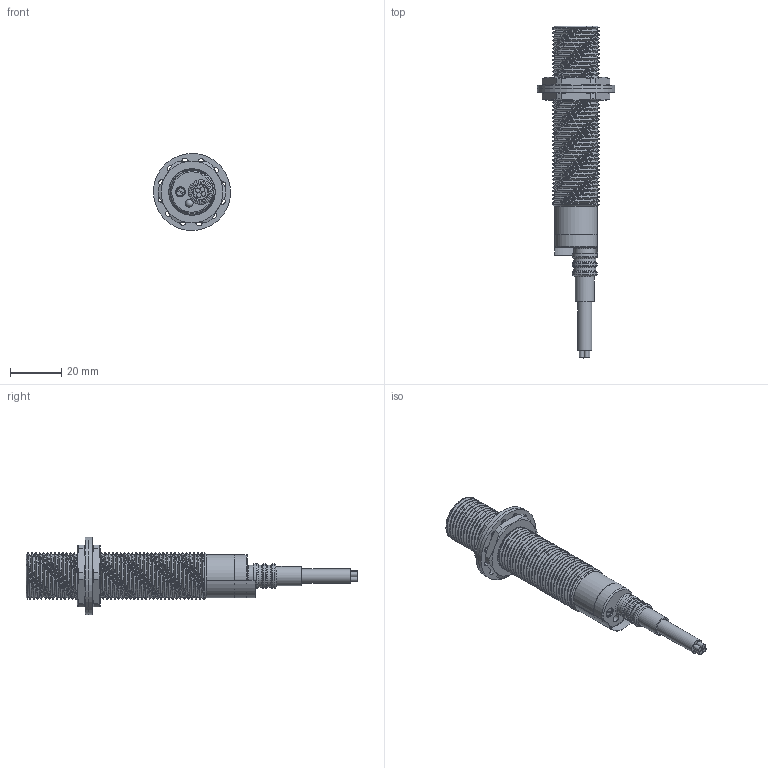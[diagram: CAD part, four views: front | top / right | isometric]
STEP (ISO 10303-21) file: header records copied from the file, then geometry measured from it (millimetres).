
FILE_DESCRIPTION(/* description */ ('Unknown'),/* implementation_level */ '2;1');
FILE_NAME(/* name */ '_DOG-M18-76V',/* time_stamp */ '2021-08-17T09:27:28+05:00',/* author */ ('Unknown'),/* organization */ ('Unknown'),/* preprocessor_version */ 'ST-DEVELOPER v16.7',/* originating_system */ 'Solid Edge',/* authorisation */ 'Unknown');
FILE_SCHEMA (('AUTOMOTIVE_DESIGN {1 0 10303 214 3 1 1}'));
Length unit declared in the file: millimetre
Products named in the file (18): 12.081.000 (ÄÎÃ ñ ëèíçîé); 栖闉罻 (G12183-003K); 鎗鵻罻 (F=13,4) (G12183-003K); 婜襜儰鍱 G12183-003K; Ïëàòà; ﾋ竟鈞 CaF2; À0.189 Êîðïóñ; Ê1.004 Ãàéêà Ì18õ1; Washer_DIN_6797_J_19_v16.00; Êîëüöî 1,50õ1,0 (001,5-003,5-1,0); Êîëüöî 13,0õ1,0 (013-015-10); Á0.102 Êðûøêà; Òðóáêà òåðìîóñ ÒÑÒ  GW1 (o6,5); 项漶蝠铄黜 疱玷耱铕 3266W; Ý6.007   (Þ01Ý611Õ)  Êàáåëü ; ﾑ粢蒻鮏 L-934; Ê0.009 Óäëèíèòåëü ðåãóëèðîâî÷íîãî ðåçèñòîðà; 椯鴀殣罻
Assembly tree (21 placements, depth 3):
  12.081.000 (ÄÎÃ ñ ëèíçîé)
    栖闉罻 (G12183-003K)
      鎗鵻罻 (F=13,4) (G12183-003K)
      婜襜儰鍱 G12183-003K
      Ïëàòà
      ﾋ竟鈞 CaF2
    À0.189 Êîðïóñ
    Ê1.004 Ãàéêà Ì18õ1  x2
    Washer_DIN_6797_J_19_v16.00  x2
    Êîëüöî 1,50õ1,0 (001,5-003,5-1,0)
    Êîëüöî 13,0õ1,0 (013-015-10)  x3
    Á0.102 Êðûøêà
    Òðóáêà òåðìîóñ ÒÑÒ  GW1 (o6,5)
    项漶蝠铄黜 疱玷耱铕 3266W
    Ý6.007   (Þ01Ý611Õ)  Êàáåëü 
    ﾑ粢蒻鮏 L-934
    Ê0.009 Óäëèíèòåëü ðåãóëèðîâî÷íîãî ðåçèñòîðà
    椯鴀殣罻
Bounding box: 29.97 x 129 x 29.97 mm (x, y, z)
Volume: 12078.7 mm3; surface area: 23422.4 mm2
Topology: 20 solids, 20 shells, 572 faces, 1345 edges, 876 vertices
Faces by surface type: plane 300, cylinder 188, cone 41, torus 38, bspline 3, sphere 2
Full cylindrical faces by diameter (mm): 0.45 x3, 0.46 x3, 0.8 x4, 1 x3, 1.78 x1, 1.8 x8, 2.15 x1, 2.4 x1, 3 x3, 3.2 x1, 3.4 x1, 3.5 x2, 3.55 x1, 4.102 x1, 4.502 x1, 4.8 x1, 5.6 x1, 5.7 x1, 6.5 x1, 7.5 x1, 7.8 x4, 8 x1, 8.4 x6, 8.622 x2, 9.603 x1, 9.622 x3, 10 x1, 10.1 x1, 12.6 x1, 13.6 x3
Entity records: 24524 total; most frequent: CARTESIAN_POINT 11597, DIRECTION 2316, ORIENTED_EDGE 1920, EDGE_CURVE 960, AXIS2_PLACEMENT_3D 885, FACE_BOUND 709, EDGE_LOOP 707, VERTEX_POINT 699
